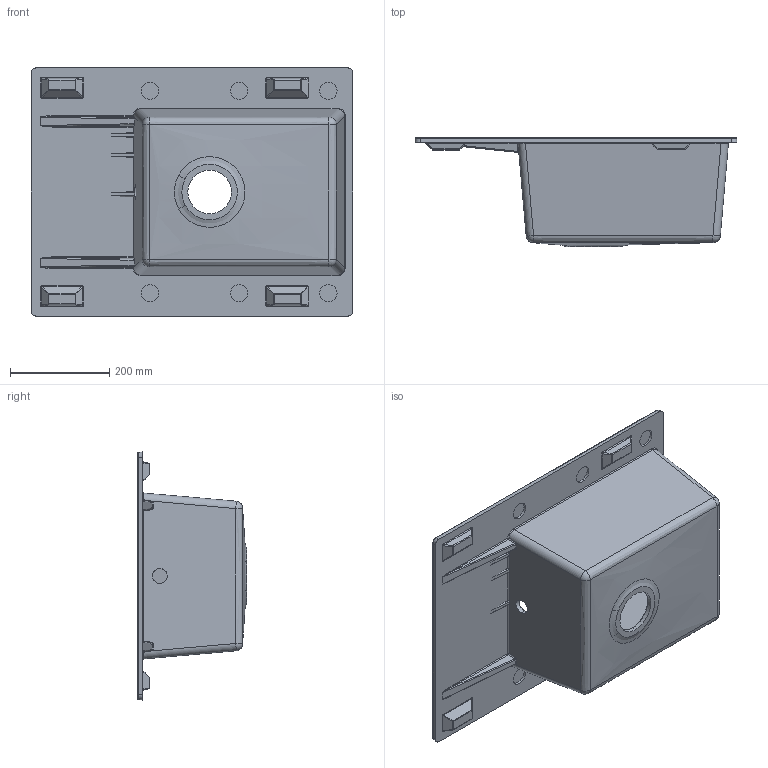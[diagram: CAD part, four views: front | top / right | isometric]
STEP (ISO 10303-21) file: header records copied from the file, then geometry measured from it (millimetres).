
FILE_DESCRIPTION (( 'STEP AP214' ), '1' );
FILE_NAME ('bodroom 65.STEP', '2019-05-08T09:28:27', ( '' ), ( '' ), 'SwSTEP 2.0', 'SolidWorks 2018', '' );
FILE_SCHEMA (( 'AUTOMOTIVE_DESIGN' ));
Length unit declared in the file: millimetre
Products named in the file (2): bodroom 65
Bounding box: 649.46 x 220 x 500.46 mm (x, y, z)
Volume: 5478488 mm3; surface area: 1173282.9 mm2
Topology: 1 solids, 1 shells, 344 faces, 804 edges, 446 vertices
Faces by surface type: cylinder 144, bspline 100, plane 62, sphere 32, torus 4, cone 2
Entity records: 15378 total; most frequent: CARTESIAN_POINT 8557, ORIENTED_EDGE 1548, DIRECTION 1296, EDGE_CURVE 774, AXIS2_PLACEMENT_3D 508, VERTEX_POINT 446, EDGE_LOOP 362, ADVANCED_FACE 344
